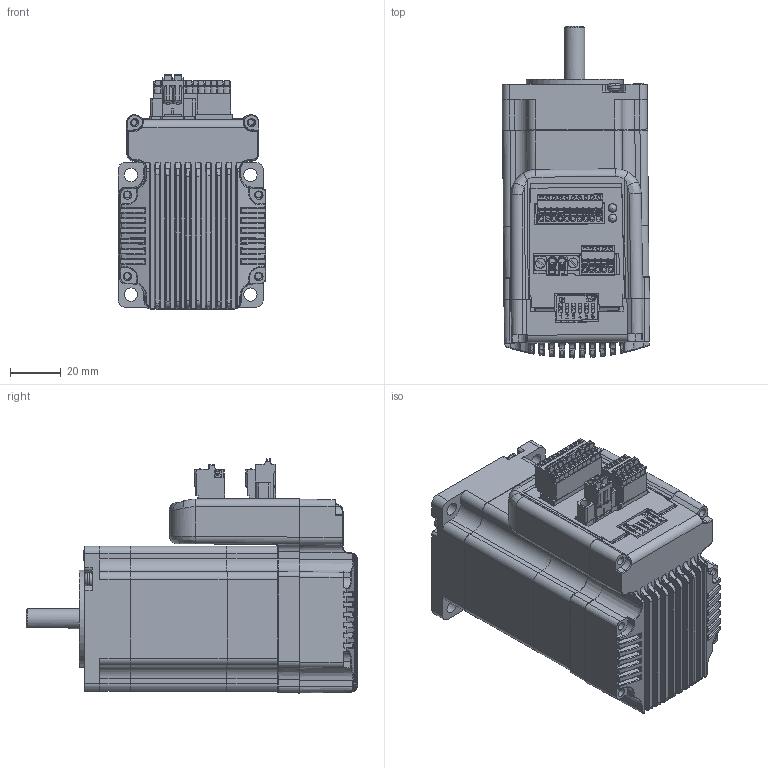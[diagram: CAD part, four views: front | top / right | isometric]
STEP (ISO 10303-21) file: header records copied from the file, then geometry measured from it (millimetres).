
FILE_DESCRIPTION(/* description */ (''),/* implementation_level */ '2;1');
FILE_NAME(/* name */ 'iHSV57-30-10-36-21-38.step',/* time_stamp */ '2023-11-24T10:57:27+01:00',/* author */ (''),/* organization */ (''),/* preprocessor_version */ 'ST-DEVELOPER v20',/* originating_system */ 'Autodesk Translation Framework v12.14.0.127',/* authorisation */ '');
FILE_SCHEMA (('AUTOMOTIVE_DESIGN { 1 0 10303 214 3 1 1 }'));
Products named in the file (18): iHSV57-30-10-36-01-T-33; ËÅ·þºó¸Ç; 57Ò»Ìå»¯É¢ÈÈÆ
÷; Ò»Ìå»¯°ÎÂë; 2way 3.81s; 2.5mm-5way-s; 2.5mm-10way-s; Ò»Ìå»¯Ãæ°å1; 57ËÜ½ºÄ£; »úÉí; Ò»Ìå»¯ËÅ·þÉ
Ï¸Ç; 57-P PCB; LED-D3R; LED-D3G; ÂÝË¿Í·; 15EDGKD-2.5-10P; 15EDGKDM-3.81-2P; 57JS15EDGKD-2.5-5P-MALE
Assembly tree (33 placements, depth 3):
  iHSV57-30-10-36-01-T-33
    ËÅ·þºó¸Ç
    57Ò»Ìå»¯É¢ÈÈÆ
÷
    Ò»Ìå»¯°ÎÂë
      #143204  x2
      #143205
      #143206
      #143207
      #143208
      #143209
      #143210
      #143211
      #143212
      #143213
      #143214
    2way 3.81s
    2.5mm-5way-s
    2.5mm-10way-s
    Ò»Ìå»¯Ãæ°å1
    57ËÜ½ºÄ£
    »úÉí
    Ò»Ìå»¯ËÅ·þÉ
Ï¸Ç
    ÂÝË¿Í·  x4
    57-P PCB
    LED-D3R
    LED-D3G
    15EDGKD-2.5-10P
    15EDGKDM-3.81-2P
    57JS15EDGKD-2.5-5P-MALE
    #143229
Bounding box: 58.04 x 130.44 x 91.97 mm (x, y, z)
Volume: 285198.4 mm3; surface area: 104100.5 mm2
Topology: 38 solids, 46 shells, 4086 faces, 10660 edges, 6905 vertices
Faces by surface type: plane 2784, cylinder 978, bspline 175, cone 84, sphere 34, torus 31
Full cylindrical faces by diameter (mm): 0.457 x6, 0.7 x3, 1 x13, 1.2 x15, 1.25 x2, 1.5 x15, 1.6 x28, 1.75 x2, 2.146 x2, 2.2 x2, 2.5 x10, 3 x6, 3.2 x2, 3.3 x8, 3.8 x2, 3.9 x2, 4 x4, 5 x4, 5.2 x4, 8 x1, 9.7 x1, 10 x1, 13 x1, 19 x1, 25 x1, 32.1 x1, 38.1 x1
Entity records: 143104 total; most frequent: CARTESIAN_POINT 43667, ORIENTED_EDGE 20798, DIRECTION 19896, EDGE_CURVE 10406, LINE 7678, VECTOR 7678, VERTEX_POINT 6746, AXIS2_PLACEMENT_3D 6109
